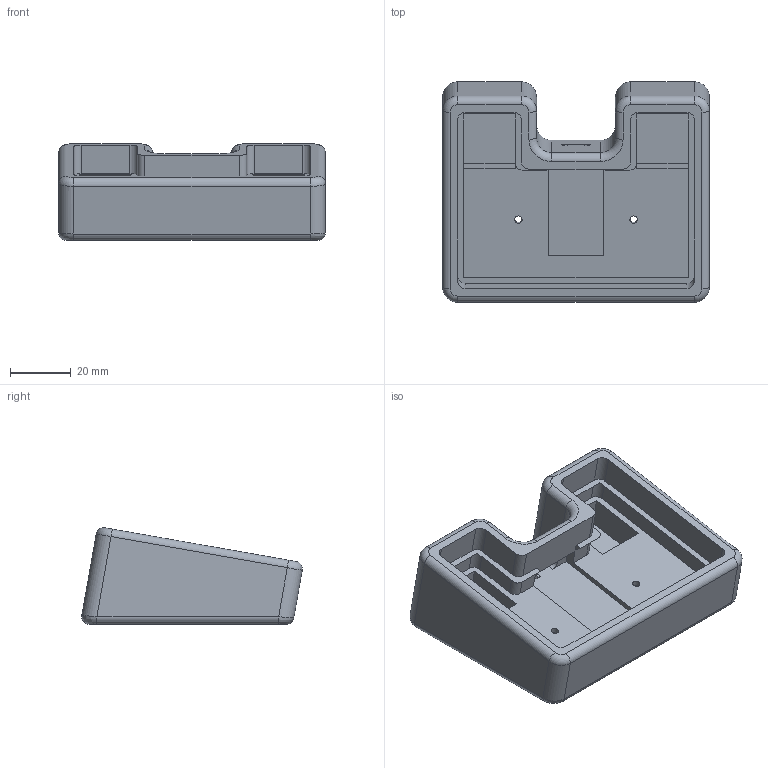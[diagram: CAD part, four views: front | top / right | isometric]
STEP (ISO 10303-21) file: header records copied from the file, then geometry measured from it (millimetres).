
FILE_DESCRIPTION(('HOOPS Exchange Step'),'2;1');
FILE_NAME('temp_export','2024-01-29T22:23:45+19:00',('jscotto'),('Shapr3D Limited'),'HOOPS Exchange 2023.2','Shapr3D','Authorized');
FILE_SCHEMA( ('AUTOMOTIVE_DESIGN { 1 0 10303 214 1 1 1 1 }') );
Length unit declared in the file: millimetre
Products named in the file (1): Case (RP2040 Pro Micro)
Bounding box: 88.2 x 72.92 x 31.9 mm (x, y, z)
Volume: 68882.9 mm3; surface area: 27546.3 mm2
Topology: 1 solids, 1 shells, 130 faces, 346 edges, 220 vertices
Faces by surface type: plane 58, cylinder 46, cone 10, torus 8, bspline 8
Full cylindrical faces by diameter (mm): 2.45 x2, 5 x2
Entity records: 5570 total; most frequent: CARTESIAN_POINT 2219, DIRECTION 720, ORIENTED_EDGE 692, EDGE_CURVE 346, AXIS2_PLACEMENT_3D 257, VERTEX_POINT 220, VECTOR 206, LINE 206
